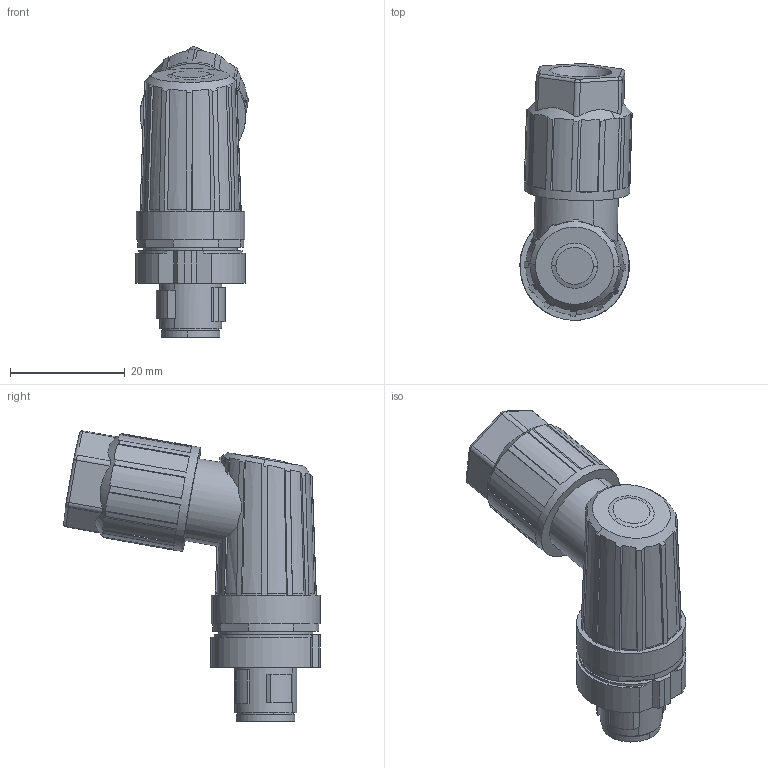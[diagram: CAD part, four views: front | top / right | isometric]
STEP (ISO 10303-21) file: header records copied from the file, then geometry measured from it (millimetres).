
FILE_DESCRIPTION((''),'2;1');
FILE_NAME('CAD-8523_SW0001','2022-09-14T13:48:55',('creinig-se'),(''),'CREO PARAMETRIC BY PTC INC, 2019292','CREO PARAMETRIC BY PTC INC, 2019292','');
FILE_SCHEMA(('CONFIG_CONTROL_DESIGN','SHAPE_APPEARANCE_LAYERS_GROUPS'));
Length unit declared in the file: millimetre
Products named in the file (1): CAD-8523_SW0001
Bounding box: 19.54 x 44.67 x 50.54 mm (x, y, z)
Volume: 11146.9 mm3; surface area: 8320.1 mm2
Topology: 1 solids, 1 shells, 629 faces, 1880 edges, 1287 vertices
Faces by surface type: plane 349, cylinder 171, cone 77, extrusion 22, torus 5, bspline 5
Entity records: 28130 total; most frequent: CARTESIAN_POINT 6116, ORIENTED_EDGE 3760, DIRECTION 3243, EDGE_CURVE 1880, VERTEX_POINT 1287, AXIS2_PLACEMENT_3D 1141, VECTOR 961, LINE 939
